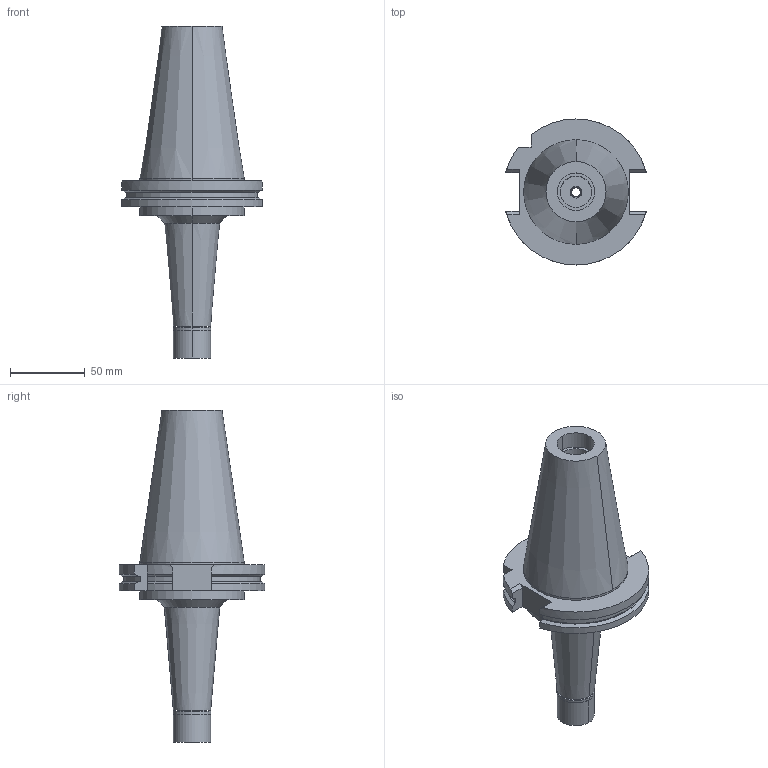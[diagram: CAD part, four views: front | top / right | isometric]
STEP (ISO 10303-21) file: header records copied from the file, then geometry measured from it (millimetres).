
FILE_DESCRIPTION((''),'2;1');
FILE_NAME('BV50ME06120-060_ASM','2018-03-15T',('ykawabe'),(''),'CREO PARAMETRIC BY PTC INC, 2016380','CREO PARAMETRIC BY PTC INC, 2016380','');
FILE_SCHEMA(('AUTOMOTIVE_DESIGN { 1 0 10303 214 1 1 1 1 }'));
Length unit declared in the file: millimetre
Products named in the file (5): BDV50-MEGA6E-120_1; MEC6-6AA_1; MEN6_1; DXF_TEMP_ASSY_ASM_4_ASM; BV50ME06120-060_ASM
Assembly tree (4 placements, depth 3):
  BV50ME06120-060_ASM
    DXF_TEMP_ASSY_ASM_4_ASM
      BDV50-MEGA6E-120_1
      MEC6-6AA_1
      MEN6_1
Bounding box: 94.05 x 97.5 x 221.75 mm (x, y, z)
Volume: 415379.4 mm3; surface area: 60429.9 mm2
Topology: 3 solids, 3 shells, 130 faces, 307 edges, 196 vertices
Faces by surface type: cylinder 57, plane 37, cone 36
Entity records: 5674 total; most frequent: DIRECTION 751, CARTESIAN_POINT 729, ORIENTED_EDGE 614, PRESENTATION_STYLE_ASSIGNMENT 315, STYLED_ITEM 315, CURVE_STYLE 312, AXIS2_PLACEMENT_3D 307, EDGE_CURVE 307
